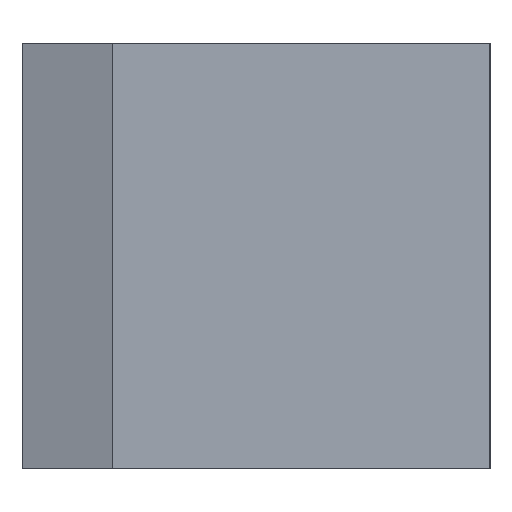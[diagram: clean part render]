
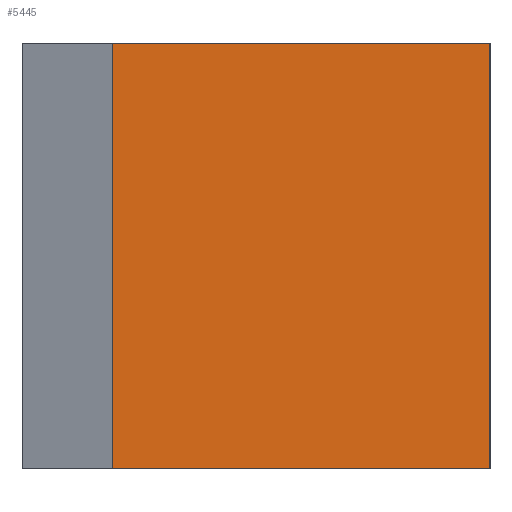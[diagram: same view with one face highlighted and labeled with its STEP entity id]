
A CAD part, left-side view. The second image highlights one B-rep face of the part: STEP entity #5445.
In plain terms, the highlighted planar face has unit normal (-1, 0, 0).
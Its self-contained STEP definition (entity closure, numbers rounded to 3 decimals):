
#1564=ORIENTED_EDGE('',*,*,#2086,.T.);
#1565=ORIENTED_EDGE('',*,*,#1829,.F.);
#1566=ORIENTED_EDGE('',*,*,#1568,.F.);
#1567=ORIENTED_EDGE('',*,*,#1573,.T.);
#1568=EDGE_CURVE('',#2342,#2343,#2858,.T.);
#1573=EDGE_CURVE('',#2342,#2347,#2863,.T.);
#1829=EDGE_CURVE('',#2343,#2602,#3119,.T.);
#2086=EDGE_CURVE('',#2347,#2602,#3376,.T.);
#2342=VERTEX_POINT('',#7018);
#2343=VERTEX_POINT('',#7019);
#2347=VERTEX_POINT('',#7028);
#2602=VERTEX_POINT('',#7541);
#2858=LINE('',#7017,#3632);
#2863=LINE('',#7029,#3637);
#3119=LINE('',#7540,#3893);
#3376=LINE('',#8054,#4150);
#3632=VECTOR('',#5723,1000.);
#3637=VECTOR('',#5730,1000.);
#3893=VECTOR('',#5988,1000.);
#4150=VECTOR('',#6247,1000.);
#4665=EDGE_LOOP('',(#1564,#1565,#1566,#1567));
#4925=FACE_BOUND('',#4665,.T.);
#5185=PLANE('',#5718);
#5445=ADVANCED_FACE('',(#4925),#5185,.T.);
#5718=AXIS2_PLACEMENT_3D('',#8565,#7013,#7014);
#5723=DIRECTION('',(0.,0.,-1.));
#5730=DIRECTION('',(0.,1.,0.));
#5988=DIRECTION('',(0.,1.,0.));
#6247=DIRECTION('',(0.,0.,-1.));
#7013=DIRECTION('',(-1.,0.,0.));
#7014=DIRECTION('',(0.,0.,1.));
#7017=CARTESIAN_POINT('',(0.,0.,5.));
#7018=CARTESIAN_POINT('',(0.,0.,5.));
#7019=CARTESIAN_POINT('',(0.,0.,-5.));
#7028=CARTESIAN_POINT('',(0.,8.877,5.));
#7029=CARTESIAN_POINT('',(0.,0.,5.));
#7540=CARTESIAN_POINT('',(0.,0.,-5.));
#7541=CARTESIAN_POINT('',(0.,8.877,-5.));
#8054=CARTESIAN_POINT('',(0.,8.877,5.));
#8565=CARTESIAN_POINT('',(0.,0.,5.));
